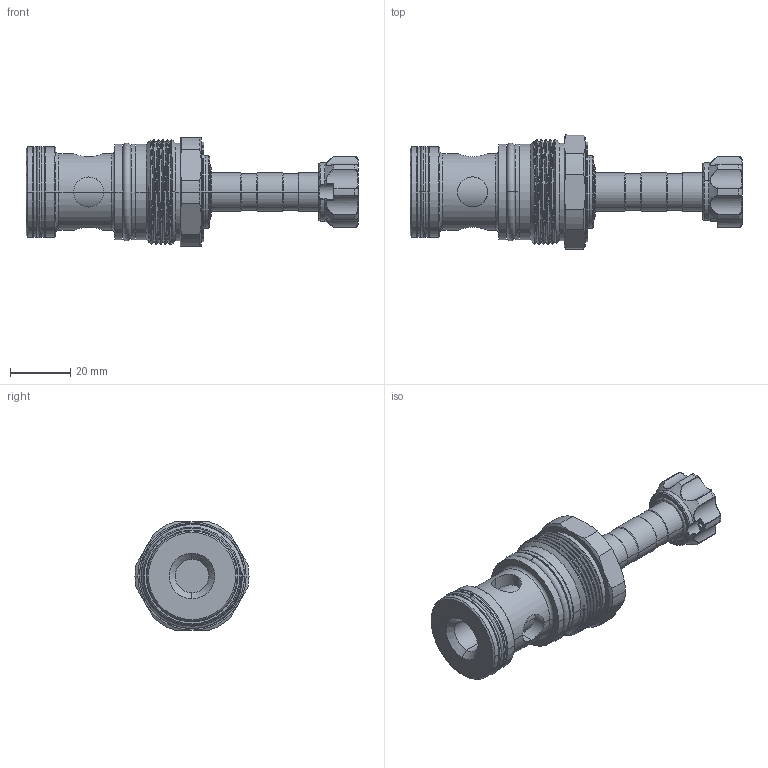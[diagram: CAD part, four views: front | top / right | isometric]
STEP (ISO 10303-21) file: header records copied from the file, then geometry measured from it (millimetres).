
FILE_DESCRIPTION (( 'STEP AP203' ), '1' );
FILE_NAME ('EP35MV2A01N05.STEP', '2020-03-27T06:04:58', ( '' ), ( '' ), 'SwSTEP 2.0', 'SolidWorks 2018', '' );
FILE_SCHEMA (( 'CONFIG_CONTROL_DESIGN' ));
Length unit declared in the file: millimetre
Products named in the file (1): EP35MV2A01N05
Bounding box: 110.35 x 37.9 x 36 mm (x, y, z)
Volume: 50043.5 mm3; surface area: 17307.3 mm2
Topology: 6 solids, 6 shells, 339 faces, 798 edges, 485 vertices
Faces by surface type: cylinder 156, cone 60, torus 47, bspline 40, plane 36
Entity records: 19623 total; most frequent: CARTESIAN_POINT 12196, ORIENTED_EDGE 1592, DIRECTION 1504, EDGE_CURVE 796, AXIS2_PLACEMENT_3D 647, VERTEX_POINT 485, EDGE_LOOP 365, CIRCLE 347
